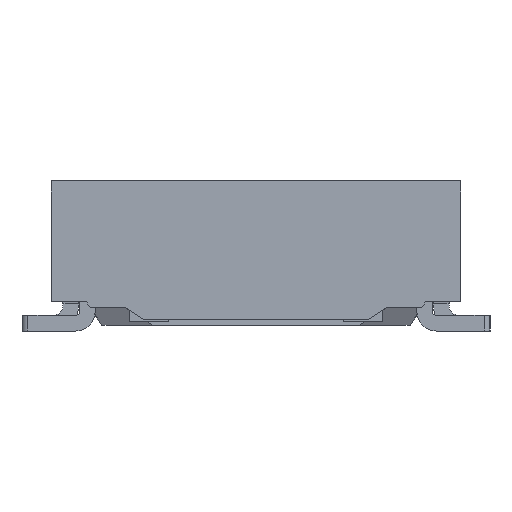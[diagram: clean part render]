
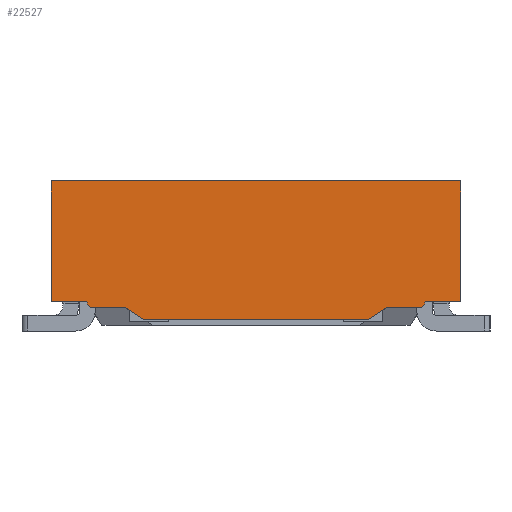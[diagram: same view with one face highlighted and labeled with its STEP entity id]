
A CAD part, left-side view. The second image highlights one B-rep face of the part: STEP entity #22527.
In plain terms, the highlighted planar face has unit normal (-1, 0, 0).
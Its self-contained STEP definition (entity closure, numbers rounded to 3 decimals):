
#22511=AXIS2_PLACEMENT_3D('Plane Axis2P3D',#22508,#22509,#22510) ;
#11313=CARTESIAN_POINT('Vertex',(-2.,1.05,0.74)) ;
#11316=CARTESIAN_POINT('Line Origine',(-2.,0.,0.74)) ;
#11320=CARTESIAN_POINT('Vertex',(-2.,-1.05,0.74)) ;
#13012=CARTESIAN_POINT('Vertex',(-2.,0.85,0.09)) ;
#13015=CARTESIAN_POINT('Line Origine',(-2.,0.83,0.06)) ;
#13019=CARTESIAN_POINT('Vertex',(-2.,0.87,0.12)) ;
#14945=CARTESIAN_POINT('Vertex',(-2.,-0.67,0.09)) ;
#14948=CARTESIAN_POINT('Line Origine',(-2.,-0.623,0.06)) ;
#14952=CARTESIAN_POINT('Vertex',(-2.,-0.577,0.03)) ;
#14979=CARTESIAN_POINT('Vertex',(-2.,-0.85,0.09)) ;
#14982=CARTESIAN_POINT('Line Origine',(-2.,-0.76,0.09)) ;
#15216=CARTESIAN_POINT('Vertex',(-2.,-0.87,0.12)) ;
#15219=CARTESIAN_POINT('Line Origine',(-2.,-0.83,0.06)) ;
#15390=CARTESIAN_POINT('Vertex',(-2.,0.67,0.09)) ;
#15393=CARTESIAN_POINT('Line Origine',(-2.,0.76,0.09)) ;
#15428=CARTESIAN_POINT('Line Origine',(-2.,0.,0.03)) ;
#15432=CARTESIAN_POINT('Vertex',(-2.,0.577,0.03)) ;
#15449=CARTESIAN_POINT('Line Origine',(-2.,0.623,0.06)) ;
#21774=CARTESIAN_POINT('Vertex',(-2.,-1.05,0.12)) ;
#21777=CARTESIAN_POINT('Line Origine',(-2.,-0.96,0.12)) ;
#21946=CARTESIAN_POINT('Vertex',(-2.,1.05,0.12)) ;
#21949=CARTESIAN_POINT('Line Origine',(-2.,1.05,0.43)) ;
#21990=CARTESIAN_POINT('Line Origine',(-2.,-1.05,0.43)) ;
#22040=CARTESIAN_POINT('Line Origine',(-2.,0.96,0.12)) ;
#22508=CARTESIAN_POINT('Axis2P3D Location',(-2.,0.,0.)) ;
#11317=DIRECTION('Vector Direction',(0.,-1.,0.)) ;
#13016=DIRECTION('Vector Direction',(0.,0.555,0.832)) ;
#14949=DIRECTION('Vector Direction',(0.,0.841,-0.541)) ;
#14983=DIRECTION('Vector Direction',(0.,1.,0.)) ;
#15220=DIRECTION('Vector Direction',(0.,-0.555,0.832)) ;
#15394=DIRECTION('Vector Direction',(0.,1.,0.)) ;
#15429=DIRECTION('Vector Direction',(0.,1.,0.)) ;
#15450=DIRECTION('Vector Direction',(0.,-0.841,-0.541)) ;
#21778=DIRECTION('Vector Direction',(0.,1.,0.)) ;
#21950=DIRECTION('Vector Direction',(0.,0.,1.)) ;
#21991=DIRECTION('Vector Direction',(0.,0.,1.)) ;
#22041=DIRECTION('Vector Direction',(0.,1.,0.)) ;
#22509=DIRECTION('Axis2P3D Direction',(1.,0.,0.)) ;
#22510=DIRECTION('Axis2P3D XDirection',(0.,1.,0.)) ;
#11318=VECTOR('Line Direction',#11317,1.) ;
#13017=VECTOR('Line Direction',#13016,1.) ;
#14950=VECTOR('Line Direction',#14949,1.) ;
#14984=VECTOR('Line Direction',#14983,1.) ;
#15221=VECTOR('Line Direction',#15220,1.) ;
#15395=VECTOR('Line Direction',#15394,1.) ;
#15430=VECTOR('Line Direction',#15429,1.) ;
#15451=VECTOR('Line Direction',#15450,1.) ;
#21779=VECTOR('Line Direction',#21778,1.) ;
#21951=VECTOR('Line Direction',#21950,1.) ;
#21992=VECTOR('Line Direction',#21991,1.) ;
#22042=VECTOR('Line Direction',#22041,1.) ;
#22514=ORIENTED_EDGE('',*,*,#15453,.F.) ;
#22515=ORIENTED_EDGE('',*,*,#15434,.T.) ;
#22516=ORIENTED_EDGE('',*,*,#14954,.T.) ;
#22517=ORIENTED_EDGE('',*,*,#14986,.T.) ;
#22518=ORIENTED_EDGE('',*,*,#15223,.T.) ;
#22519=ORIENTED_EDGE('',*,*,#21781,.F.) ;
#22520=ORIENTED_EDGE('',*,*,#21994,.T.) ;
#22521=ORIENTED_EDGE('',*,*,#11322,.T.) ;
#22522=ORIENTED_EDGE('',*,*,#21953,.F.) ;
#22523=ORIENTED_EDGE('',*,*,#22044,.T.) ;
#22524=ORIENTED_EDGE('',*,*,#13021,.F.) ;
#22525=ORIENTED_EDGE('',*,*,#15397,.F.) ;
#22527=ADVANCED_FACE('REC INSULATOR-(PJF 5843602-A)',(#22526),#22512,.F.) ;
#11322=EDGE_CURVE('',#11321,#11314,#11319,.F.) ;
#13021=EDGE_CURVE('',#13013,#13020,#13018,.T.) ;
#14954=EDGE_CURVE('',#14953,#14946,#14951,.F.) ;
#14986=EDGE_CURVE('',#14946,#14980,#14985,.F.) ;
#15223=EDGE_CURVE('',#14980,#15217,#15222,.T.) ;
#15397=EDGE_CURVE('',#15391,#13013,#15396,.T.) ;
#15434=EDGE_CURVE('',#15433,#14953,#15431,.F.) ;
#15453=EDGE_CURVE('',#15433,#15391,#15452,.F.) ;
#21781=EDGE_CURVE('',#21775,#15217,#21780,.T.) ;
#21953=EDGE_CURVE('',#21947,#11314,#21952,.T.) ;
#21994=EDGE_CURVE('',#21775,#11321,#21993,.T.) ;
#22044=EDGE_CURVE('',#21947,#13020,#22043,.F.) ;
#22513=EDGE_LOOP('',(#22514,#22515,#22516,#22517,#22518,#22519,#22520,#22521,#22522,#22523,#22524,#22525)) ;
#22526=FACE_OUTER_BOUND('',#22513,.T.) ;
#11319=LINE('Line',#11316,#11318) ;
#13018=LINE('Line',#13015,#13017) ;
#14951=LINE('Line',#14948,#14950) ;
#14985=LINE('Line',#14982,#14984) ;
#15222=LINE('Line',#15219,#15221) ;
#15396=LINE('Line',#15393,#15395) ;
#15431=LINE('Line',#15428,#15430) ;
#15452=LINE('Line',#15449,#15451) ;
#21780=LINE('Line',#21777,#21779) ;
#21952=LINE('Line',#21949,#21951) ;
#21993=LINE('Line',#21990,#21992) ;
#22043=LINE('Line',#22040,#22042) ;
#22512=PLANE('Plane',#22511) ;
#11314=VERTEX_POINT('',#11313) ;
#11321=VERTEX_POINT('',#11320) ;
#13013=VERTEX_POINT('',#13012) ;
#13020=VERTEX_POINT('',#13019) ;
#14946=VERTEX_POINT('',#14945) ;
#14953=VERTEX_POINT('',#14952) ;
#14980=VERTEX_POINT('',#14979) ;
#15217=VERTEX_POINT('',#15216) ;
#15391=VERTEX_POINT('',#15390) ;
#15433=VERTEX_POINT('',#15432) ;
#21775=VERTEX_POINT('',#21774) ;
#21947=VERTEX_POINT('',#21946) ;
